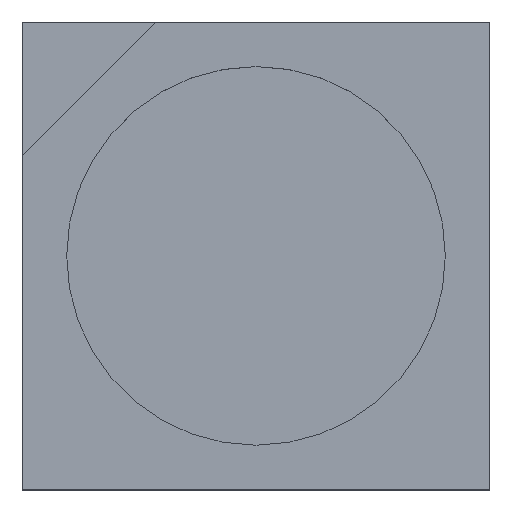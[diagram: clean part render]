
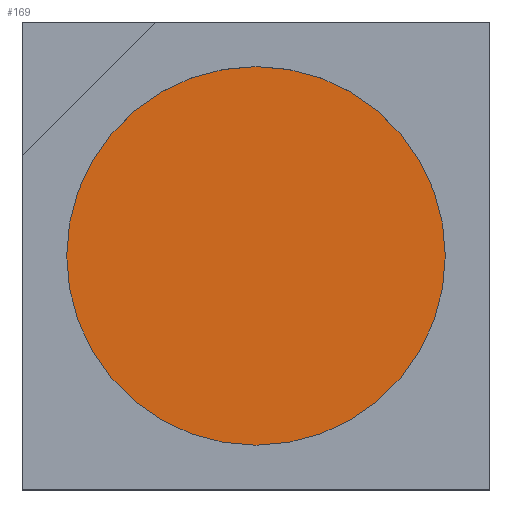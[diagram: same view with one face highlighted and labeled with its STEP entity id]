
A CAD part, top view. The second image highlights one B-rep face of the part: STEP entity #169.
In plain terms, the highlighted planar face has unit normal (0, 0, 1).
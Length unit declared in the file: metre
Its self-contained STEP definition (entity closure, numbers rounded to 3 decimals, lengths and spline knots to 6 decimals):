
#18=CIRCLE('',#205,0.00085);
#51=ORIENTED_EDGE('',*,*,#77,.T.);
#77=EDGE_CURVE('',#92,#92,#18,.T.);
#92=VERTEX_POINT('',#293);
#138=EDGE_LOOP('',(#51));
#150=FACE_BOUND('',#138,.T.);
#159=PLANE('',#206);
#169=ADVANCED_FACE('',(#150),#159,.T.);
#205=AXIS2_PLACEMENT_3D('',#292,#244,#245);
#206=AXIS2_PLACEMENT_3D('',#294,#246,#247);
#244=DIRECTION('',(0.,0.,1.));
#245=DIRECTION('',(1.,0.,0.));
#246=DIRECTION('',(0.,0.,1.));
#247=DIRECTION('',(1.,0.,0.));
#292=CARTESIAN_POINT('',(0.,0.,0.00045));
#293=CARTESIAN_POINT('',(0.00085,0.,0.00045));
#294=CARTESIAN_POINT('',(0.,0.,0.00045));
